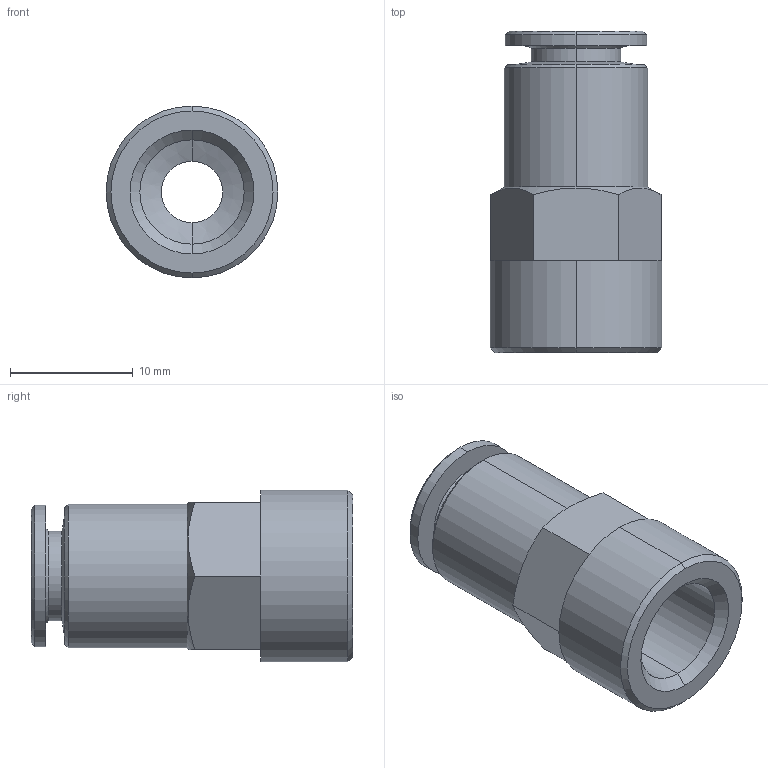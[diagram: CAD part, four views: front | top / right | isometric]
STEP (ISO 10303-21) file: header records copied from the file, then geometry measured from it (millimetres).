
FILE_DESCRIPTION (( 'STEP AP203' ), '1' );
FILE_NAME ('A0030031.STEP', '2009-01-16T12:42:16', ( 'UT1' ), ( 'sopra-pneumatic' ), 'SwSTEP 2.0', 'SolidWorks 2008', '' );
FILE_SCHEMA (( 'CONFIG_CONTROL_DESIGN' ));
Length unit declared in the file: millimetre
Products named in the file (1): A0030031
Bounding box: 14 x 26.2 x 14 mm (x, y, z)
Volume: 2162.4 mm3; surface area: 1907.9 mm2
Topology: 1 solids, 1 shells, 45 faces, 100 edges, 60 vertices
Faces by surface type: cone 20, cylinder 14, plane 11
Entity records: 1361 total; most frequent: CARTESIAN_POINT 262, DIRECTION 230, ORIENTED_EDGE 200, EDGE_CURVE 100, AXIS2_PLACEMENT_3D 92, VERTEX_POINT 60, EDGE_LOOP 50, CIRCLE 46
